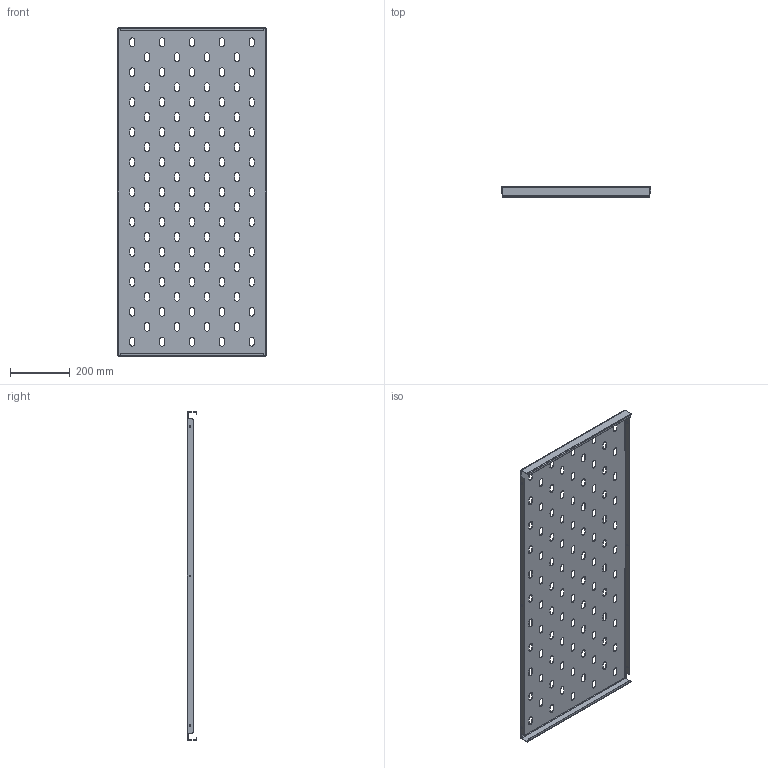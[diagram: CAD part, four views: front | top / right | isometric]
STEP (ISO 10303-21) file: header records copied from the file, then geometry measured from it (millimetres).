
FILE_DESCRIPTION (( 'STEP AP214' ), '1' );
FILE_NAME ('945.162.STEP', '2024-10-04T07:29:51', ( '' ), ( '' ), 'SwSTEP 2.0', 'SolidWorks 2021', '' );
FILE_SCHEMA (( 'AUTOMOTIVE_DESIGN' ));
Length unit declared in the file: millimetre
Products named in the file (1): 945.162
Bounding box: 498 x 33 x 1098 mm (x, y, z)
Volume: 874173.1 mm3; surface area: 1181800.5 mm2
Topology: 1 solids, 1 shells, 573 faces, 1673 edges, 1102 vertices
Faces by surface type: cylinder 333, plane 240
Entity records: 19643 total; most frequent: DIRECTION 3479, CARTESIAN_POINT 3397, ORIENTED_EDGE 3346, EDGE_CURVE 1673, AXIS2_PLACEMENT_3D 1240, VERTEX_POINT 1102, VECTOR 999, LINE 999
